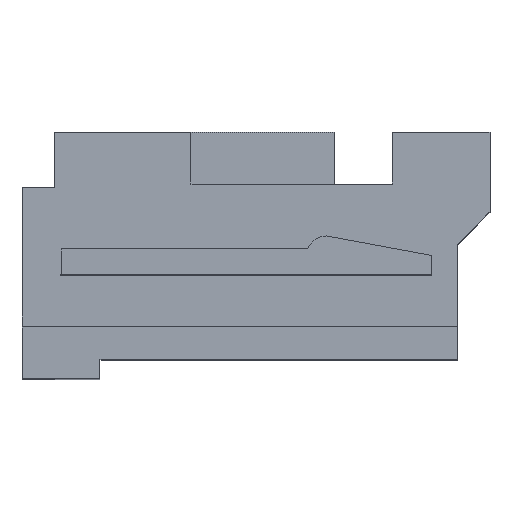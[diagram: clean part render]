
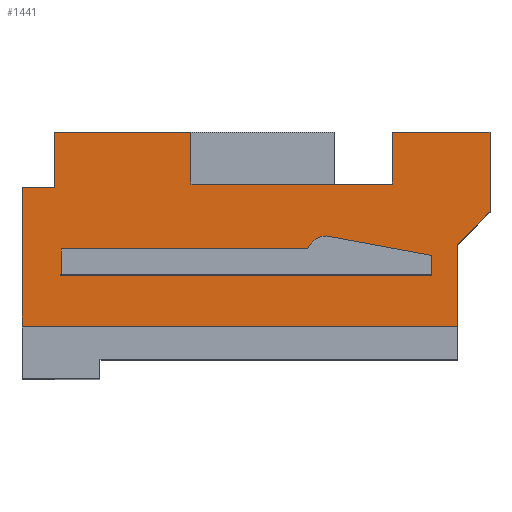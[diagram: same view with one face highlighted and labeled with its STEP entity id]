
A CAD part, top view. The second image highlights one B-rep face of the part: STEP entity #1441.
In plain terms, the highlighted planar face has unit normal (0, 0, 1).
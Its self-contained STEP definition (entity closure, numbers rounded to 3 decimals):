
#17 = AXIS2_PLACEMENT_3D ( 'NONE', #580, #2156, #3979 ) ;
#35 = EDGE_CURVE ( 'NONE', #3354, #3656, #3650, .T. ) ;
#84 = LINE ( 'NONE', #4395, #859 ) ;
#102 = EDGE_CURVE ( 'NONE', #1144, #3205, #904, .T. ) ;
#116 = DIRECTION ( 'NONE',  ( -1., 0., 0. ) ) ;
#121 = CARTESIAN_POINT ( 'NONE',  ( 6.7, -1.101, 3.9 ) ) ;
#164 = EDGE_LOOP ( 'NONE', ( #3815, #3993, #4668, #854, #1822, #1365, #958, #4567, #4453, #525, #835, #1963 ) ) ;
#184 = ORIENTED_EDGE ( 'NONE', *, *, #707, .T. ) ;
#202 = VERTEX_POINT ( 'NONE', #3129 ) ;
#233 = VECTOR ( 'NONE', #493, 1000. ) ;
#252 = EDGE_CURVE ( 'NONE', #3656, #1281, #1307, .T. ) ;
#253 = CARTESIAN_POINT ( 'NONE',  ( 0.6, 0.1, 3.9 ) ) ;
#337 = CARTESIAN_POINT ( 'NONE',  ( 0., 1.05, 3.9 ) ) ;
#362 = EDGE_CURVE ( 'NONE', #2846, #1461, #1945, .T. ) ;
#386 = DIRECTION ( 'NONE',  ( 1., 0., 0. ) ) ;
#428 = VERTEX_POINT ( 'NONE', #2673 ) ;
#493 = DIRECTION ( 'NONE',  ( 0., 1., 0. ) ) ;
#525 = ORIENTED_EDGE ( 'NONE', *, *, #4360, .T. ) ;
#580 = CARTESIAN_POINT ( 'NONE',  ( 4.688, -0.008, 3.9 ) ) ;
#653 = CARTESIAN_POINT ( 'NONE',  ( 4.684, 0.3, 3.9 ) ) ;
#670 = DIRECTION ( 'NONE',  ( 0., -1., 0. ) ) ;
#672 = EDGE_CURVE ( 'NONE', #2462, #2846, #1778, .T. ) ;
#684 = VECTOR ( 'NONE', #3289, 1000. ) ;
#707 = EDGE_CURVE ( 'NONE', #3205, #202, #1700, .T. ) ;
#729 = DIRECTION ( 'NONE',  ( 0., -1., 0. ) ) ;
#775 = LINE ( 'NONE', #3642, #2234 ) ;
#779 = VECTOR ( 'NONE', #1777, 1000. ) ;
#814 = CARTESIAN_POINT ( 'NONE',  ( 7.2, 1.9, 3.9 ) ) ;
#835 = ORIENTED_EDGE ( 'NONE', *, *, #1880, .T. ) ;
#854 = ORIENTED_EDGE ( 'NONE', *, *, #2625, .T. ) ;
#859 = VECTOR ( 'NONE', #3695, 1000. ) ;
#875 = CARTESIAN_POINT ( 'NONE',  ( 4.4, 0.1, 3.9 ) ) ;
#904 = LINE ( 'NONE', #1305, #4148 ) ;
#912 = VECTOR ( 'NONE', #3810, 1000. ) ;
#919 = FACE_OUTER_BOUND ( 'NONE', #164, .T. ) ;
#935 = EDGE_CURVE ( 'NONE', #1486, #3788, #1939, .T. ) ;
#956 = CARTESIAN_POINT ( 'NONE',  ( 8.415, 1.885, 3.9 ) ) ;
#958 = ORIENTED_EDGE ( 'NONE', *, *, #35, .T. ) ;
#1065 = VECTOR ( 'NONE', #1194, 1000. ) ;
#1073 = VECTOR ( 'NONE', #2349, 1000. ) ;
#1144 = VERTEX_POINT ( 'NONE', #2829 ) ;
#1194 = DIRECTION ( 'NONE',  ( 0., 1., 0. ) ) ;
#1200 = EDGE_CURVE ( 'NONE', #2187, #1281, #84, .T. ) ;
#1281 = VERTEX_POINT ( 'NONE', #1520 ) ;
#1305 = CARTESIAN_POINT ( 'NONE',  ( 10., -0.3, 3.9 ) ) ;
#1307 = LINE ( 'NONE', #4269, #779 ) ;
#1313 = VERTEX_POINT ( 'NONE', #2028 ) ;
#1314 = VECTOR ( 'NONE', #4692, 1000. ) ;
#1365 = ORIENTED_EDGE ( 'NONE', *, *, #3672, .T. ) ;
#1441 = ADVANCED_FACE ( 'NONE', ( #4213, #919 ), #3863, .F. ) ;
#1461 = VERTEX_POINT ( 'NONE', #1737 ) ;
#1486 = VERTEX_POINT ( 'NONE', #2777 ) ;
#1520 = CARTESIAN_POINT ( 'NONE',  ( 0., -1.101, 3.9 ) ) ;
#1627 = CARTESIAN_POINT ( 'NONE',  ( 2.6, 1.9, 3.9 ) ) ;
#1683 = CARTESIAN_POINT ( 'NONE',  ( 0., 1.1, 3.9 ) ) ;
#1700 = LINE ( 'NONE', #253, #2558 ) ;
#1737 = CARTESIAN_POINT ( 'NONE',  ( 7.2, 1.9, 3.9 ) ) ;
#1777 = DIRECTION ( 'NONE',  ( 0., -1., 0. ) ) ;
#1778 = LINE ( 'NONE', #4715, #3235 ) ;
#1816 = CARTESIAN_POINT ( 'NONE',  ( 10., 1.05, 3.9 ) ) ;
#1822 = ORIENTED_EDGE ( 'NONE', *, *, #935, .F. ) ;
#1832 = VERTEX_POINT ( 'NONE', #3103 ) ;
#1867 = CARTESIAN_POINT ( 'NONE',  ( 5.7, 1.1, 3.9 ) ) ;
#1880 = EDGE_CURVE ( 'NONE', #1960, #2389, #2023, .T. ) ;
#1939 = LINE ( 'NONE', #3842, #2251 ) ;
#1945 = LINE ( 'NONE', #814, #2556 ) ;
#1960 = VERTEX_POINT ( 'NONE', #3173 ) ;
#1963 = ORIENTED_EDGE ( 'NONE', *, *, #4061, .F. ) ;
#2014 = ORIENTED_EDGE ( 'NONE', *, *, #4706, .T. ) ;
#2023 = LINE ( 'NONE', #956, #1314 ) ;
#2028 = CARTESIAN_POINT ( 'NONE',  ( 6.3, 0., 3.9 ) ) ;
#2092 = DIRECTION ( 'NONE',  ( 0., 1., 0. ) ) ;
#2151 = ORIENTED_EDGE ( 'NONE', *, *, #2712, .T. ) ;
#2156 = DIRECTION ( 'NONE',  ( 0., 0., -1. ) ) ;
#2187 = VERTEX_POINT ( 'NONE', #121 ) ;
#2234 = VECTOR ( 'NONE', #729, 1000. ) ;
#2251 = VECTOR ( 'NONE', #2405, 1000. ) ;
#2348 = CARTESIAN_POINT ( 'NONE',  ( 6.3, 0., 3.9 ) ) ;
#2349 = DIRECTION ( 'NONE',  ( 1., 0., 0. ) ) ;
#2389 = VERTEX_POINT ( 'NONE', #3724 ) ;
#2405 = DIRECTION ( 'NONE',  ( 1., 0., 0. ) ) ;
#2462 = VERTEX_POINT ( 'NONE', #1867 ) ;
#2467 = CARTESIAN_POINT ( 'NONE',  ( 10., 0.3, 3.9 ) ) ;
#2484 = AXIS2_PLACEMENT_3D ( 'NONE', #2467, #4644, #3900 ) ;
#2554 = LINE ( 'NONE', #3211, #684 ) ;
#2556 = VECTOR ( 'NONE', #386, 1000. ) ;
#2558 = VECTOR ( 'NONE', #2092, 1000. ) ;
#2615 = ORIENTED_EDGE ( 'NONE', *, *, #4195, .T. ) ;
#2625 = EDGE_CURVE ( 'NONE', #1832, #3788, #3449, .T. ) ;
#2630 = CARTESIAN_POINT ( 'NONE',  ( 6.7, -0.3, 3.9 ) ) ;
#2655 = LINE ( 'NONE', #2630, #1065 ) ;
#2673 = CARTESIAN_POINT ( 'NONE',  ( 4.4, 0.1, 3.9 ) ) ;
#2712 = EDGE_CURVE ( 'NONE', #428, #3100, #3927, .T. ) ;
#2770 = EDGE_CURVE ( 'NONE', #1832, #2462, #4363, .T. ) ;
#2777 = CARTESIAN_POINT ( 'NONE',  ( 0.5, 1.9, 3.9 ) ) ;
#2829 = CARTESIAN_POINT ( 'NONE',  ( 6.3, -0.3, 3.9 ) ) ;
#2846 = VERTEX_POINT ( 'NONE', #4387 ) ;
#2903 = DIRECTION ( 'NONE',  ( -1., 0., 0. ) ) ;
#3006 = EDGE_LOOP ( 'NONE', ( #3218, #3344, #184, #2014, #2151, #2615 ) ) ;
#3100 = VERTEX_POINT ( 'NONE', #653 ) ;
#3103 = CARTESIAN_POINT ( 'NONE',  ( 2.6, 1.1, 3.9 ) ) ;
#3129 = CARTESIAN_POINT ( 'NONE',  ( 0.6, 0.1, 3.9 ) ) ;
#3153 = DIRECTION ( 'NONE',  ( 1., 0., 0. ) ) ;
#3173 = CARTESIAN_POINT ( 'NONE',  ( 6.7, 0.171, 3.9 ) ) ;
#3205 = VERTEX_POINT ( 'NONE', #3999 ) ;
#3211 = CARTESIAN_POINT ( 'NONE',  ( 7.2, 0., 3.9 ) ) ;
#3218 = ORIENTED_EDGE ( 'NONE', *, *, #3257, .T. ) ;
#3235 = VECTOR ( 'NONE', #4372, 1000. ) ;
#3257 = EDGE_CURVE ( 'NONE', #1313, #1144, #775, .T. ) ;
#3289 = DIRECTION ( 'NONE',  ( 0., -1., 0. ) ) ;
#3316 = CARTESIAN_POINT ( 'NONE',  ( 0.5, 0.3, 3.9 ) ) ;
#3344 = ORIENTED_EDGE ( 'NONE', *, *, #102, .T. ) ;
#3354 = VERTEX_POINT ( 'NONE', #3781 ) ;
#3400 = LINE ( 'NONE', #875, #1073 ) ;
#3449 = LINE ( 'NONE', #3814, #233 ) ;
#3642 = CARTESIAN_POINT ( 'NONE',  ( 6.3, 0., 3.9 ) ) ;
#3650 = LINE ( 'NONE', #1816, #4606 ) ;
#3656 = VERTEX_POINT ( 'NONE', #337 ) ;
#3672 = EDGE_CURVE ( 'NONE', #1486, #3354, #3967, .T. ) ;
#3695 = DIRECTION ( 'NONE',  ( -1., 0., 0. ) ) ;
#3724 = CARTESIAN_POINT ( 'NONE',  ( 7.2, 0.671, 3.9 ) ) ;
#3781 = CARTESIAN_POINT ( 'NONE',  ( 0.5, 1.05, 3.9 ) ) ;
#3788 = VERTEX_POINT ( 'NONE', #1627 ) ;
#3810 = DIRECTION ( 'NONE',  ( 0.983, -0.182, 0. ) ) ;
#3814 = CARTESIAN_POINT ( 'NONE',  ( 2.6, 1.1, 3.9 ) ) ;
#3815 = ORIENTED_EDGE ( 'NONE', *, *, #362, .F. ) ;
#3842 = CARTESIAN_POINT ( 'NONE',  ( 7.2, 1.9, 3.9 ) ) ;
#3863 = PLANE ( 'NONE',  #2484 ) ;
#3900 = DIRECTION ( 'NONE',  ( 0., 1., 0. ) ) ;
#3927 = CIRCLE ( 'NONE', #17, 0.308 ) ;
#3967 = LINE ( 'NONE', #3316, #4454 ) ;
#3979 = DIRECTION ( 'NONE',  ( 1., 0., 0. ) ) ;
#3993 = ORIENTED_EDGE ( 'NONE', *, *, #672, .F. ) ;
#3999 = CARTESIAN_POINT ( 'NONE',  ( 0.6, -0.3, 3.9 ) ) ;
#4061 = EDGE_CURVE ( 'NONE', #1461, #2389, #2554, .T. ) ;
#4148 = VECTOR ( 'NONE', #116, 1000. ) ;
#4195 = EDGE_CURVE ( 'NONE', #3100, #1313, #4527, .T. ) ;
#4213 = FACE_BOUND ( 'NONE', #3006, .T. ) ;
#4269 = CARTESIAN_POINT ( 'NONE',  ( 0., 0., 3.9 ) ) ;
#4360 = EDGE_CURVE ( 'NONE', #2187, #1960, #2655, .T. ) ;
#4363 = LINE ( 'NONE', #1683, #4614 ) ;
#4372 = DIRECTION ( 'NONE',  ( 0., 1., 0. ) ) ;
#4387 = CARTESIAN_POINT ( 'NONE',  ( 5.7, 1.9, 3.9 ) ) ;
#4395 = CARTESIAN_POINT ( 'NONE',  ( 0., -1.101, 3.9 ) ) ;
#4453 = ORIENTED_EDGE ( 'NONE', *, *, #1200, .F. ) ;
#4454 = VECTOR ( 'NONE', #670, 1000. ) ;
#4527 = LINE ( 'NONE', #2348, #912 ) ;
#4567 = ORIENTED_EDGE ( 'NONE', *, *, #252, .T. ) ;
#4606 = VECTOR ( 'NONE', #2903, 1000. ) ;
#4614 = VECTOR ( 'NONE', #3153, 1000. ) ;
#4644 = DIRECTION ( 'NONE',  ( 0., 0., -1. ) ) ;
#4668 = ORIENTED_EDGE ( 'NONE', *, *, #2770, .F. ) ;
#4692 = DIRECTION ( 'NONE',  ( 0.707, 0.707, 0. ) ) ;
#4706 = EDGE_CURVE ( 'NONE', #202, #428, #3400, .T. ) ;
#4715 = CARTESIAN_POINT ( 'NONE',  ( 5.7, 1.1, 3.9 ) ) ;
